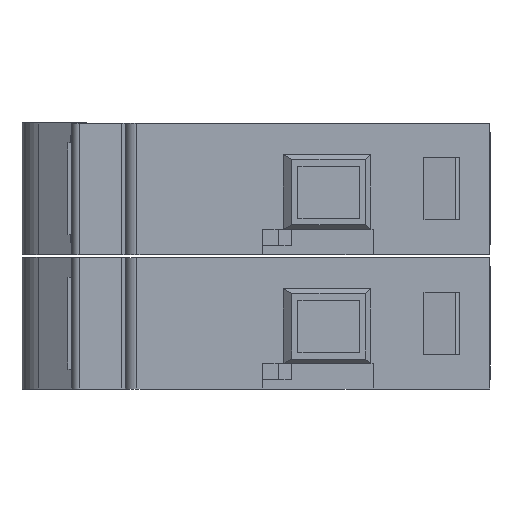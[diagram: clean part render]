
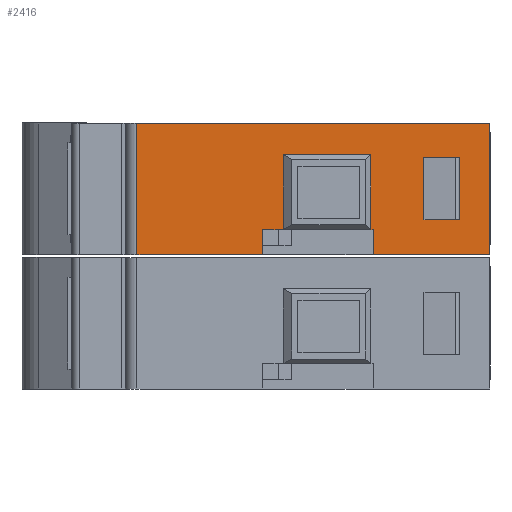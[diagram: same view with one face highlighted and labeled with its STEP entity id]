
A CAD part, left-side view. The second image highlights one B-rep face of the part: STEP entity #2416.
In plain terms, the highlighted planar face has unit normal (-1, 0, 0).
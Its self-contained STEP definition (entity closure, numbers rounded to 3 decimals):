
#94=CARTESIAN_POINT('',(0.,33.2,0.2));
#96=DIRECTION('',(0.,-1.,0.));
#97=VECTOR('',#96,16.4);
#98=CARTESIAN_POINT('',(0.,33.2,0.2));
#99=LINE('',#98,#97);
#104=DIRECTION('',(0.,-1.,0.));
#105=VECTOR('',#104,15.25);
#106=CARTESIAN_POINT('',(0.,2.4,0.2));
#107=LINE('',#106,#105);
#447=DIRECTION('',(0.,0.,-1.));
#448=VECTOR('',#447,3.3);
#449=CARTESIAN_POINT('',(0.,16.8,3.5));
#450=LINE('',#449,#448);
#451=DIRECTION('',(0.,0.,-1.));
#452=VECTOR('',#451,17.15);
#453=CARTESIAN_POINT('',(0.,-12.85,17.35));
#454=LINE('',#453,#452);
#455=DIRECTION('',(0.,0.,1.));
#456=VECTOR('',#455,8.094);
#457=CARTESIAN_POINT('',(0.,-8.85,4.75));
#458=LINE('',#457,#456);
#459=DIRECTION('',(0.,0.,-1.));
#460=VECTOR('',#459,9.779);
#461=CARTESIAN_POINT('',(0.,2.68,13.279));
#462=LINE('',#461,#460);
#475=DIRECTION('',(0.,-1.,0.));
#476=VECTOR('',#475,0.28);
#477=CARTESIAN_POINT('',(0.,2.68,3.5));
#478=LINE('',#477,#476);
#491=DIRECTION('',(0.,-1.,0.));
#492=VECTOR('',#491,2.675);
#493=CARTESIAN_POINT('',(0.,16.8,3.5));
#494=LINE('',#493,#492);
#499=DIRECTION('',(0.,0.,-1.));
#500=VECTOR('',#499,3.3);
#501=CARTESIAN_POINT('',(0.,2.4,3.5));
#502=LINE('',#501,#500);
#555=DIRECTION('',(0.,0.,1.));
#556=VECTOR('',#555,9.779);
#557=CARTESIAN_POINT('',(0.,14.125,3.5));
#558=LINE('',#557,#556);
#575=DIRECTION('',(0.,-1.,0.));
#576=VECTOR('',#575,11.445);
#577=CARTESIAN_POINT('',(0.,14.125,13.279));
#578=LINE('',#577,#576);
#635=DIRECTION('',(0.,0.,-1.));
#636=VECTOR('',#635,17.15);
#637=CARTESIAN_POINT('',(0.,33.2,17.35));
#638=LINE('',#637,#636);
#771=DIRECTION('',(0.,1.,0.));
#772=VECTOR('',#771,46.05);
#773=CARTESIAN_POINT('',(0.,-12.85,17.35));
#774=LINE('',#773,#772);
#1246=DIRECTION('',(0.,-1.,0.));
#1247=VECTOR('',#1246,1.351);
#1248=CARTESIAN_POINT('',(0.,-7.499,12.844));
#1249=LINE('',#1248,#1247);
#1287=DIRECTION('',(0.,-1.,0.));
#1288=VECTOR('',#1287,2.86);
#1289=CARTESIAN_POINT('',(0.,-4.64,5.576));
#1290=LINE('',#1289,#1288);
#1303=DIRECTION('',(0.,0.,1.));
#1304=VECTOR('',#1303,0.826);
#1305=CARTESIAN_POINT('',(0.,-4.64,4.75));
#1306=LINE('',#1305,#1304);
#1316=DIRECTION('',(0.,1.,0.));
#1317=VECTOR('',#1316,4.21);
#1318=CARTESIAN_POINT('',(0.,-8.85,4.75));
#1319=LINE('',#1318,#1317);
#1344=DIRECTION('',(0.,0.,1.));
#1345=VECTOR('',#1344,7.269);
#1346=CARTESIAN_POINT('',(0.,-7.499,5.576));
#1347=LINE('',#1346,#1345);
#1462=VERTEX_POINT('',#94);
#1463=CARTESIAN_POINT('',(0.,16.8,0.2));
#1464=VERTEX_POINT('',#1463);
#1469=CARTESIAN_POINT('',(0.,2.4,0.2));
#1470=VERTEX_POINT('',#1469);
#1471=CARTESIAN_POINT('',(0.,-12.85,0.2));
#1472=VERTEX_POINT('',#1471);
#1633=CARTESIAN_POINT('',(0.,16.8,3.5));
#1634=VERTEX_POINT('',#1633);
#1635=CARTESIAN_POINT('',(0.,2.68,13.279));
#1636=CARTESIAN_POINT('',(0.,2.68,3.5));
#1637=VERTEX_POINT('',#1635);
#1638=VERTEX_POINT('',#1636);
#1639=CARTESIAN_POINT('',(0.,14.125,13.279));
#1640=VERTEX_POINT('',#1639);
#1641=CARTESIAN_POINT('',(0.,14.125,3.5));
#1642=VERTEX_POINT('',#1641);
#1643=CARTESIAN_POINT('',(0.,33.2,17.35));
#1644=VERTEX_POINT('',#1643);
#1645=CARTESIAN_POINT('',(0.,-12.85,17.35));
#1646=VERTEX_POINT('',#1645);
#1647=CARTESIAN_POINT('',(0.,2.4,3.5));
#1648=VERTEX_POINT('',#1647);
#1649=CARTESIAN_POINT('',(0.,-7.499,12.844));
#1650=CARTESIAN_POINT('',(0.,-8.85,12.844));
#1651=VERTEX_POINT('',#1649);
#1652=VERTEX_POINT('',#1650);
#1653=CARTESIAN_POINT('',(0.,-7.499,5.576));
#1654=VERTEX_POINT('',#1653);
#1655=CARTESIAN_POINT('',(0.,-4.64,5.576));
#1656=VERTEX_POINT('',#1655);
#1657=CARTESIAN_POINT('',(0.,-4.64,4.75));
#1658=VERTEX_POINT('',#1657);
#1659=CARTESIAN_POINT('',(0.,-8.85,4.75));
#1660=VERTEX_POINT('',#1659);
#2374=CARTESIAN_POINT('',(0.,-12.85,0.2));
#2375=DIRECTION('',(-1.,0.,0.));
#2376=DIRECTION('',(0.,1.,0.));
#2377=AXIS2_PLACEMENT_3D('',#2374,#2375,#2376);
#2378=PLANE('',#2377);
#2380=ORIENTED_EDGE('',*,*,#2379,.F.);
#2382=ORIENTED_EDGE('',*,*,#2381,.F.);
#2384=ORIENTED_EDGE('',*,*,#2383,.F.);
#2386=ORIENTED_EDGE('',*,*,#2385,.F.);
#2388=ORIENTED_EDGE('',*,*,#2387,.T.);
#2389=ORIENTED_EDGE('',*,*,#1902,.F.);
#2391=ORIENTED_EDGE('',*,*,#2390,.F.);
#2393=ORIENTED_EDGE('',*,*,#2392,.F.);
#2394=ORIENTED_EDGE('',*,*,#2359,.T.);
#2395=ORIENTED_EDGE('',*,*,#1910,.F.);
#2397=ORIENTED_EDGE('',*,*,#2396,.F.);
#2399=ORIENTED_EDGE('',*,*,#2398,.F.);
#2400=EDGE_LOOP('',(#2380,#2382,#2384,#2386,#2388,#2389,#2391,#2393,#2394,#2395,
#2397,#2399));
#2401=FACE_OUTER_BOUND('',#2400,.F.);
#2403=ORIENTED_EDGE('',*,*,#2402,.F.);
#2405=ORIENTED_EDGE('',*,*,#2404,.F.);
#2407=ORIENTED_EDGE('',*,*,#2406,.F.);
#2409=ORIENTED_EDGE('',*,*,#2408,.F.);
#2411=ORIENTED_EDGE('',*,*,#2410,.F.);
#2413=ORIENTED_EDGE('',*,*,#2412,.T.);
#2414=EDGE_LOOP('',(#2403,#2405,#2407,#2409,#2411,#2413));
#2415=FACE_BOUND('',#2414,.F.);
#2416=ADVANCED_FACE('',(#2401,#2415),#2378,.T.);
#1902=EDGE_CURVE('',#1462,#1464,#99,.T.);
#1910=EDGE_CURVE('',#1470,#1472,#107,.T.);
#2359=EDGE_CURVE('',#1646,#1472,#454,.T.);
#2379=EDGE_CURVE('',#1637,#1638,#462,.T.);
#2381=EDGE_CURVE('',#1640,#1637,#578,.T.);
#2383=EDGE_CURVE('',#1642,#1640,#558,.T.);
#2385=EDGE_CURVE('',#1634,#1642,#494,.T.);
#2387=EDGE_CURVE('',#1634,#1464,#450,.T.);
#2390=EDGE_CURVE('',#1644,#1462,#638,.T.);
#2392=EDGE_CURVE('',#1646,#1644,#774,.T.);
#2396=EDGE_CURVE('',#1648,#1470,#502,.T.);
#2398=EDGE_CURVE('',#1638,#1648,#478,.T.);
#2402=EDGE_CURVE('',#1651,#1652,#1249,.T.);
#2404=EDGE_CURVE('',#1654,#1651,#1347,.T.);
#2406=EDGE_CURVE('',#1656,#1654,#1290,.T.);
#2408=EDGE_CURVE('',#1658,#1656,#1306,.T.);
#2410=EDGE_CURVE('',#1660,#1658,#1319,.T.);
#2412=EDGE_CURVE('',#1660,#1652,#458,.T.);
